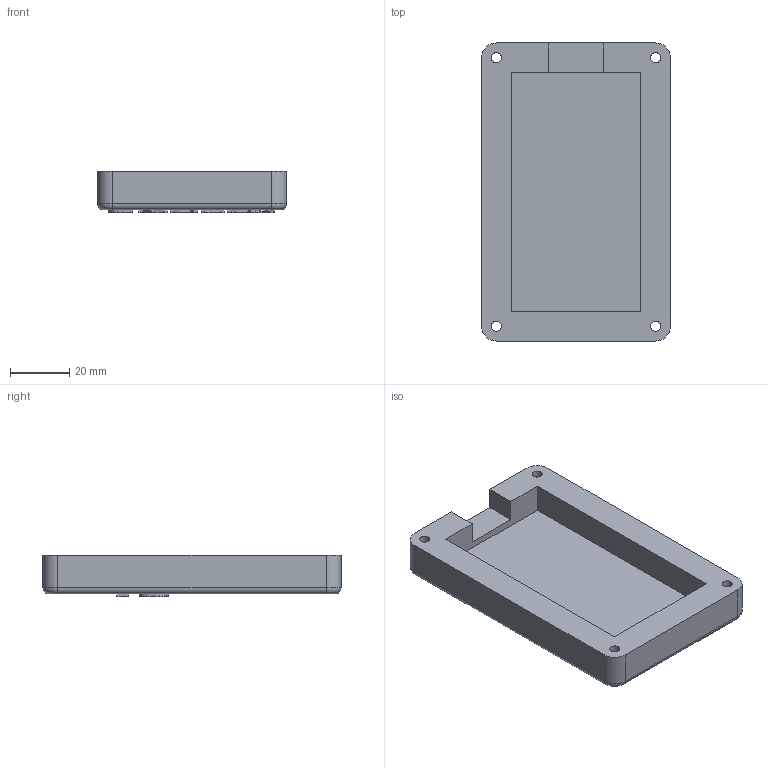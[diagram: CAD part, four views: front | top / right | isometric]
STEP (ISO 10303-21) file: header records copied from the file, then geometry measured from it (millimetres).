
FILE_DESCRIPTION(/* description */ (''),/* implementation_level */ '2;1');
FILE_NAME(/* name */ 'base.step',/* time_stamp */ '2025-12-17T20:13:31+05:00',/* author */ (''),/* organization */ (''),/* preprocessor_version */ 'ST-DEVELOPER v20.1',/* originating_system */ 'Autodesk Translation Framework v14.21.0.0',/* authorisation */ '');
FILE_SCHEMA (('AUTOMOTIVE_DESIGN { 1 0 10303 214 3 1 1 }'));
Length unit declared in the file: millimetre
Products named in the file (2): 2025-12-17-16-20-18-180; 2025-12-17-16-21-39-125
Bounding box: 64 x 101 x 13.9 mm (x, y, z)
Volume: 45929.6 mm3; surface area: 20128.4 mm2
Topology: 1 solids, 1 shells, 237 faces, 633 edges, 416 vertices
Faces by surface type: plane 149, bspline 68, cylinder 16, torus 4
Full cylindrical faces by diameter (mm): 3.4 x4, 6 x4
Entity records: 7990 total; most frequent: CARTESIAN_POINT 2445, ORIENTED_EDGE 1266, DIRECTION 879, EDGE_CURVE 633, LINE 459, VECTOR 459, VERTEX_POINT 416, EDGE_LOOP 263
